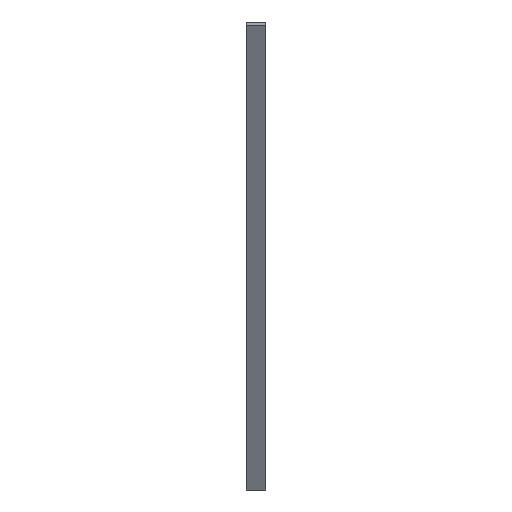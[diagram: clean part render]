
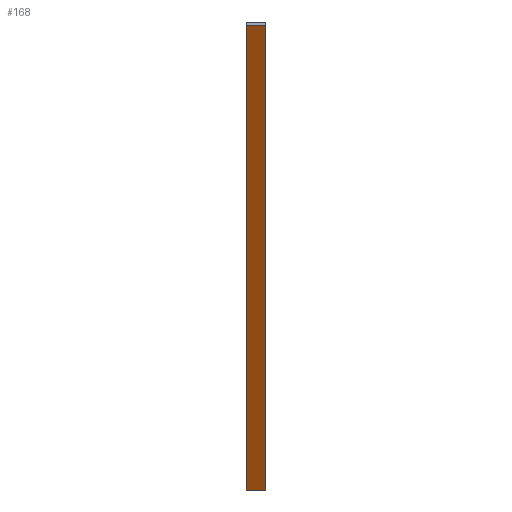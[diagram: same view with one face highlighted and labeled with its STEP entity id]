
A CAD part, left-side view. The second image highlights one B-rep face of the part: STEP entity #168.
In plain terms, the highlighted planar face has unit normal (-0.866, 0, -0.5).
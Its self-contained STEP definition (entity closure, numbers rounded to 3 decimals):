
#8 = ORIENTED_EDGE ( 'NONE', *, *, #256, .F. ) ;
#14 = LINE ( 'NONE', #227, #44 ) ;
#27 = EDGE_LOOP ( 'NONE', ( #275, #182, #8, #202 ) ) ;
#40 = CARTESIAN_POINT ( 'NONE',  ( -35.866, 3., -0.5 ) ) ;
#44 = VECTOR ( 'NONE', #201, 1000. ) ;
#61 = LINE ( 'NONE', #181, #73 ) ;
#63 = DIRECTION ( 'NONE',  ( 0.5, 0., -0.866 ) ) ;
#66 = DIRECTION ( 'NONE',  ( 0., -1., 0. ) ) ;
#73 = VECTOR ( 'NONE', #66, 1000. ) ;
#79 = VERTEX_POINT ( 'NONE', #145 ) ;
#103 = VECTOR ( 'NONE', #305, 1000. ) ;
#114 = EDGE_CURVE ( 'NONE', #79, #160, #14, .T. ) ;
#129 = CARTESIAN_POINT ( 'NONE',  ( -35.866, 3., -0.5 ) ) ;
#130 = EDGE_CURVE ( 'NONE', #236, #160, #282, .T. ) ;
#145 = CARTESIAN_POINT ( 'NONE',  ( -35.577, 0., -1. ) ) ;
#160 = VERTEX_POINT ( 'NONE', #175 ) ;
#165 = VERTEX_POINT ( 'NONE', #246 ) ;
#168 = ADVANCED_FACE ( 'NONE', ( #218 ), #243, .F. ) ;
#175 = CARTESIAN_POINT ( 'NONE',  ( -75.866, 0., 68.782 ) ) ;
#181 = CARTESIAN_POINT ( 'NONE',  ( -35.577, 3., -1. ) ) ;
#182 = ORIENTED_EDGE ( 'NONE', *, *, #130, .F. ) ;
#201 = DIRECTION ( 'NONE',  ( -0.5, 0., 0.866 ) ) ;
#202 = ORIENTED_EDGE ( 'NONE', *, *, #212, .T. ) ;
#205 = AXIS2_PLACEMENT_3D ( 'NONE', #40, #297, #63 ) ;
#212 = EDGE_CURVE ( 'NONE', #165, #79, #61, .T. ) ;
#218 = FACE_OUTER_BOUND ( 'NONE', #27, .T. ) ;
#227 = CARTESIAN_POINT ( 'NONE',  ( -35.866, 0., -0.5 ) ) ;
#236 = VERTEX_POINT ( 'NONE', #300 ) ;
#243 = PLANE ( 'NONE',  #205 ) ;
#246 = CARTESIAN_POINT ( 'NONE',  ( -35.577, 3., -1. ) ) ;
#256 = EDGE_CURVE ( 'NONE', #165, #236, #263, .T. ) ;
#263 = LINE ( 'NONE', #129, #103 ) ;
#268 = CARTESIAN_POINT ( 'NONE',  ( -75.866, 3., 68.782 ) ) ;
#275 = ORIENTED_EDGE ( 'NONE', *, *, #114, .T. ) ;
#279 = VECTOR ( 'NONE', #323, 1000. ) ;
#282 = LINE ( 'NONE', #268, #279 ) ;
#297 = DIRECTION ( 'NONE',  ( 0.866, 0., 0.5 ) ) ;
#300 = CARTESIAN_POINT ( 'NONE',  ( -75.866, 3., 68.782 ) ) ;
#305 = DIRECTION ( 'NONE',  ( -0.5, 0., 0.866 ) ) ;
#323 = DIRECTION ( 'NONE',  ( 0., -1., 0. ) ) ;
